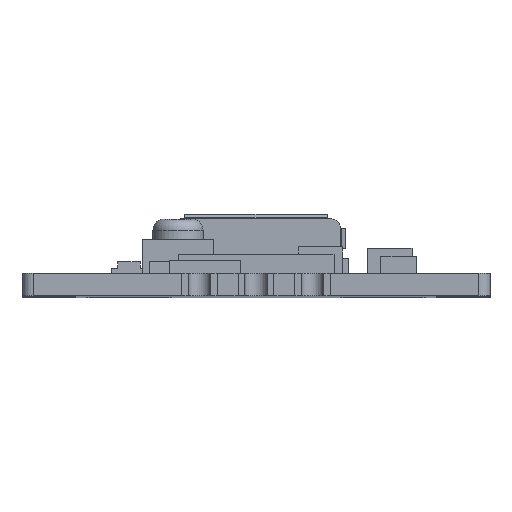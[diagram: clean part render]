
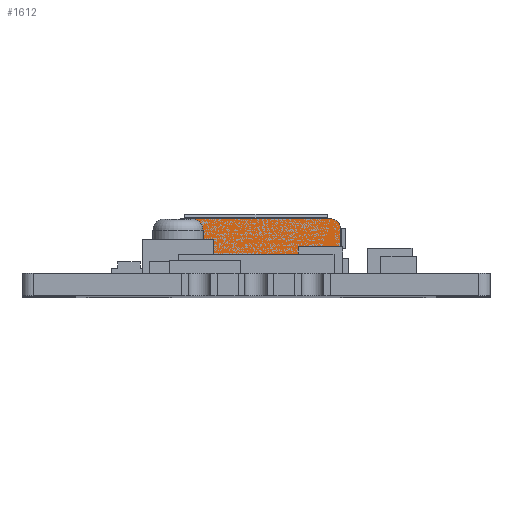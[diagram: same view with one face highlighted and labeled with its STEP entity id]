
A CAD part, top view. The second image highlights one B-rep face of the part: STEP entity #1612.
In plain terms, the highlighted planar face has unit normal (0, 0, 1).
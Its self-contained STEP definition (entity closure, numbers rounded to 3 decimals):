
#1232 = EDGE_CURVE('',#1233,#1235,#1237,.T.);
#1233 = VERTEX_POINT('',#1234);
#1234 = CARTESIAN_POINT('',(14.189,1.526,-46.7));
#1235 = VERTEX_POINT('',#1236);
#1236 = CARTESIAN_POINT('',(13.394,0.634,-46.7));
#1237 = LINE('',#1238,#1239);
#1238 = CARTESIAN_POINT('',(14.189,1.526,-46.7));
#1239 = VECTOR('',#1240,1.);
#1240 = DIRECTION('',(-0.665,-0.747,0.));
#1272 = EDGE_CURVE('',#1273,#1233,#1275,.T.);
#1273 = VERTEX_POINT('',#1274);
#1274 = CARTESIAN_POINT('',(14.29,1.792,-46.7));
#1275 = CIRCLE('',#1276,0.4);
#1276 = AXIS2_PLACEMENT_3D('',#1277,#1278,#1279);
#1277 = CARTESIAN_POINT('',(13.89,1.792,-46.7));
#1278 = DIRECTION('',(0.,0.,-1.));
#1279 = DIRECTION('',(-1.,0.,0.));
#1305 = EDGE_CURVE('',#1306,#1273,#1308,.T.);
#1306 = VERTEX_POINT('',#1307);
#1307 = CARTESIAN_POINT('',(14.29,2.62,-46.7));
#1308 = LINE('',#1309,#1310);
#1309 = CARTESIAN_POINT('',(14.29,2.62,-46.7));
#1310 = VECTOR('',#1311,1.);
#1311 = DIRECTION('',(0.,-1.,0.));
#1336 = EDGE_CURVE('',#1337,#1306,#1339,.T.);
#1337 = VERTEX_POINT('',#1338);
#1338 = CARTESIAN_POINT('',(13.89,3.02,-46.7));
#1339 = CIRCLE('',#1340,0.4);
#1340 = AXIS2_PLACEMENT_3D('',#1341,#1342,#1343);
#1341 = CARTESIAN_POINT('',(13.89,2.62,-46.7));
#1342 = DIRECTION('',(0.,0.,-1.));
#1343 = DIRECTION('',(1.,0.,0.));
#1369 = EDGE_CURVE('',#1370,#1337,#1372,.T.);
#1370 = VERTEX_POINT('',#1371);
#1371 = CARTESIAN_POINT('',(7.11,3.02,-46.7));
#1372 = LINE('',#1373,#1374);
#1373 = CARTESIAN_POINT('',(13.89,3.02,-46.7));
#1374 = VECTOR('',#1375,1.);
#1375 = DIRECTION('',(1.,0.,-0.));
#1400 = EDGE_CURVE('',#1401,#1370,#1403,.T.);
#1401 = VERTEX_POINT('',#1402);
#1402 = CARTESIAN_POINT('',(6.71,2.62,-46.7));
#1403 = CIRCLE('',#1404,0.4);
#1404 = AXIS2_PLACEMENT_3D('',#1405,#1406,#1407);
#1405 = CARTESIAN_POINT('',(7.11,2.62,-46.7));
#1406 = DIRECTION('',(0.,0.,-1.));
#1407 = DIRECTION('',(-1.,0.,0.));
#1433 = EDGE_CURVE('',#1434,#1401,#1436,.T.);
#1434 = VERTEX_POINT('',#1435);
#1435 = CARTESIAN_POINT('',(6.71,1.792,-46.7));
#1436 = LINE('',#1437,#1438);
#1437 = CARTESIAN_POINT('',(6.71,2.62,-46.7));
#1438 = VECTOR('',#1439,1.);
#1439 = DIRECTION('',(0.,1.,0.));
#1464 = EDGE_CURVE('',#1465,#1434,#1467,.T.);
#1465 = VERTEX_POINT('',#1466);
#1466 = CARTESIAN_POINT('',(6.811,1.526,-46.7));
#1467 = CIRCLE('',#1468,0.4);
#1468 = AXIS2_PLACEMENT_3D('',#1469,#1470,#1471);
#1469 = CARTESIAN_POINT('',(7.11,1.792,-46.7));
#1470 = DIRECTION('',(0.,0.,-1.));
#1471 = DIRECTION('',(1.,0.,0.));
#1497 = EDGE_CURVE('',#1498,#1465,#1500,.T.);
#1498 = VERTEX_POINT('',#1499);
#1499 = CARTESIAN_POINT('',(7.606,0.634,-46.7));
#1500 = LINE('',#1501,#1502);
#1501 = CARTESIAN_POINT('',(6.811,1.526,-46.7));
#1502 = VECTOR('',#1503,1.);
#1503 = DIRECTION('',(-0.665,0.747,0.));
#1528 = EDGE_CURVE('',#1529,#1498,#1531,.T.);
#1529 = VERTEX_POINT('',#1530);
#1530 = CARTESIAN_POINT('',(7.904,0.5,-46.7));
#1531 = CIRCLE('',#1532,0.4);
#1532 = AXIS2_PLACEMENT_3D('',#1533,#1534,#1535);
#1533 = CARTESIAN_POINT('',(7.904,0.9,-46.7));
#1534 = DIRECTION('',(0.,0.,-1.));
#1535 = DIRECTION('',(1.,0.,0.));
#1561 = EDGE_CURVE('',#1562,#1529,#1564,.T.);
#1562 = VERTEX_POINT('',#1563);
#1563 = CARTESIAN_POINT('',(13.096,0.5,-46.7));
#1564 = LINE('',#1565,#1566);
#1565 = CARTESIAN_POINT('',(13.096,0.5,-46.7));
#1566 = VECTOR('',#1567,1.);
#1567 = DIRECTION('',(-1.,0.,0.));
#1592 = EDGE_CURVE('',#1235,#1562,#1593,.T.);
#1593 = CIRCLE('',#1594,0.4);
#1594 = AXIS2_PLACEMENT_3D('',#1595,#1596,#1597);
#1595 = CARTESIAN_POINT('',(13.096,0.9,-46.7));
#1596 = DIRECTION('',(0.,0.,-1.));
#1597 = DIRECTION('',(-1.,0.,0.));
#1612 = ADVANCED_FACE('',(#1613),#1627,.F.);
#1613 = FACE_BOUND('',#1614,.T.);
#1614 = EDGE_LOOP('',(#1615,#1616,#1617,#1618,#1619,#1620,#1621,#1622,
    #1623,#1624,#1625,#1626));
#1615 = ORIENTED_EDGE('',*,*,#1592,.F.);
#1616 = ORIENTED_EDGE('',*,*,#1232,.F.);
#1617 = ORIENTED_EDGE('',*,*,#1272,.F.);
#1618 = ORIENTED_EDGE('',*,*,#1305,.F.);
#1619 = ORIENTED_EDGE('',*,*,#1336,.F.);
#1620 = ORIENTED_EDGE('',*,*,#1369,.F.);
#1621 = ORIENTED_EDGE('',*,*,#1400,.F.);
#1622 = ORIENTED_EDGE('',*,*,#1433,.F.);
#1623 = ORIENTED_EDGE('',*,*,#1464,.F.);
#1624 = ORIENTED_EDGE('',*,*,#1497,.F.);
#1625 = ORIENTED_EDGE('',*,*,#1528,.F.);
#1626 = ORIENTED_EDGE('',*,*,#1561,.F.);
#1627 = PLANE('',#1628);
#1628 = AXIS2_PLACEMENT_3D('',#1629,#1630,#1631);
#1629 = CARTESIAN_POINT('',(13.096,0.9,-46.7));
#1630 = DIRECTION('',(0.,0.,-1.));
#1631 = DIRECTION('',(-1.,0.,0.));
